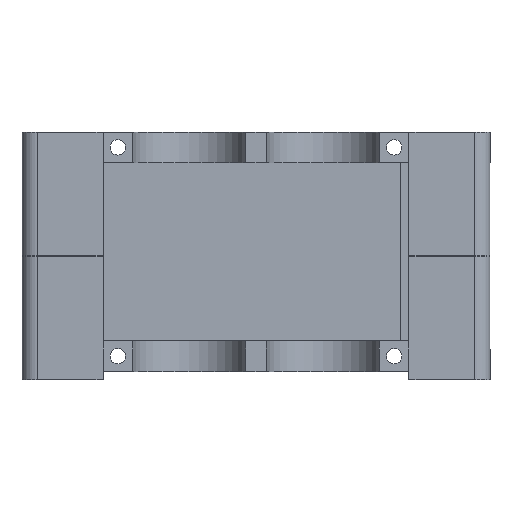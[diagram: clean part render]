
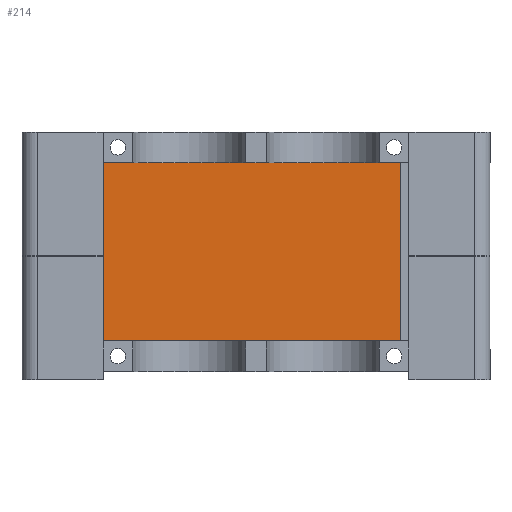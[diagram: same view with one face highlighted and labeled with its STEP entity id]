
A CAD part, front view. The second image highlights one B-rep face of the part: STEP entity #214.
In plain terms, the highlighted planar face has unit normal (0, -1, 0).
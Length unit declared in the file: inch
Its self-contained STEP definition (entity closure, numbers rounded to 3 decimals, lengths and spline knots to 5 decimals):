
#68=B_SPLINE_CURVE_WITH_KNOTS('',3,(#1502,#1503,#1504,#1505),
 .UNSPECIFIED.,.F.,.F.,(4,4),(0.,1.),.UNSPECIFIED.);
#214=ADVANCED_FACE('',(#283),#254,.T.);
#254=PLANE('',#1038);
#283=FACE_OUTER_BOUND('',#338,.T.);
#338=EDGE_LOOP('',(#493,#494,#495,#496));
#493=ORIENTED_EDGE('',*,*,#724,.F.);
#494=ORIENTED_EDGE('',*,*,#767,.F.);
#495=ORIENTED_EDGE('',*,*,#768,.T.);
#496=ORIENTED_EDGE('',*,*,#769,.T.);
#632=VERTEX_POINT('',#1411);
#633=VERTEX_POINT('',#1413);
#663=VERTEX_POINT('',#1499);
#664=VERTEX_POINT('',#1501);
#724=EDGE_CURVE('',#632,#633,#833,.T.);
#767=EDGE_CURVE('',#663,#632,#864,.T.);
#768=EDGE_CURVE('',#663,#664,#865,.T.);
#769=EDGE_CURVE('',#664,#633,#68,.T.);
#833=LINE('',#1412,#917);
#864=LINE('',#1498,#948);
#865=LINE('',#1500,#949);
#917=VECTOR('',#1149,1.);
#948=VECTOR('',#1230,1.);
#949=VECTOR('',#1231,1.);
#1038=AXIS2_PLACEMENT_3D('',#1506,#1232,#1233);
#1149=DIRECTION('',(1.,0.,0.));
#1230=DIRECTION('',(0.,0.,1.));
#1231=DIRECTION('',(1.,0.,0.));
#1232=DIRECTION('',(0.,-1.,0.));
#1233=DIRECTION('',(0.,0.,-1.));
#1411=CARTESIAN_POINT('',(-0.02,-1.1775,0.));
#1412=CARTESIAN_POINT('',(0.05,-1.1775,0.));
#1413=CARTESIAN_POINT('',(2.4,-1.17751,0.));
#1498=CARTESIAN_POINT('',(-0.02,-1.1775,-1.45));
#1499=CARTESIAN_POINT('',(-0.02,-1.1775,-1.45));
#1500=CARTESIAN_POINT('',(0.05,-1.1775,-1.45));
#1501=CARTESIAN_POINT('',(2.4,-1.17751,-1.45));
#1502=CARTESIAN_POINT('',(2.4,-1.1775,-1.45));
#1503=CARTESIAN_POINT('',(2.4,-1.1775,-0.96667));
#1504=CARTESIAN_POINT('',(2.4,-1.1775,-0.48333));
#1505=CARTESIAN_POINT('',(2.4,-1.1775,0.));
#1506=CARTESIAN_POINT('',(0.05,-1.1775,-1.45));
